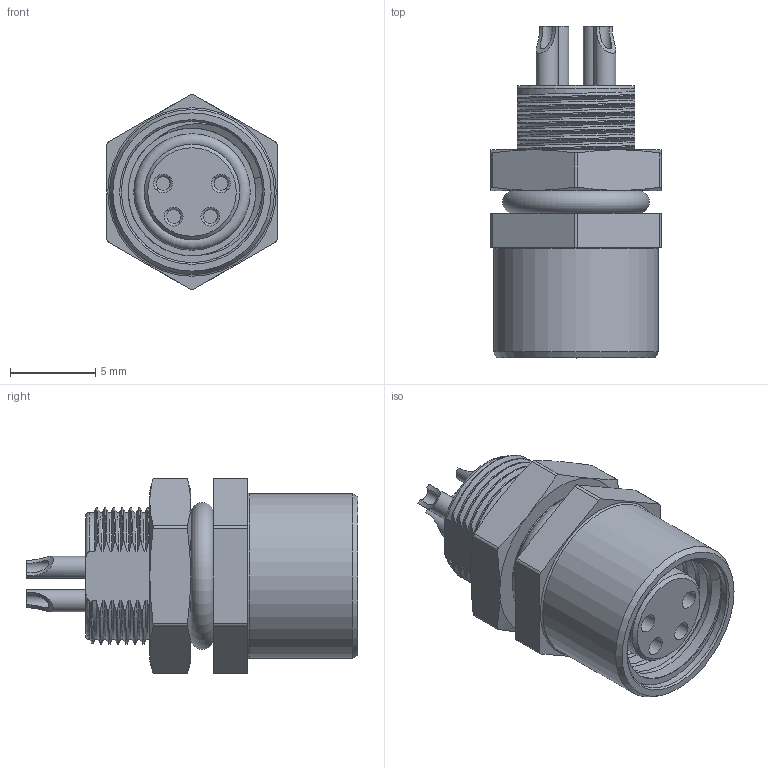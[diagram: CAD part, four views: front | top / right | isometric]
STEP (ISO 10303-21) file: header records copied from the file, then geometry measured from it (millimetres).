
FILE_DESCRIPTION(/* description */ (''),/* implementation_level */ '2;1');
FILE_NAME(/* name */ '3D_1620043022500_M8-F04-BK-M8-C_V1.0.stp',/* time_stamp */ '2024-03-20T14:50:35+08:00',/* author */ (''),/* organization */ (''),/* preprocessor_version */ 'ST-DEVELOPER v18.1',/* originating_system */ 'SIEMENS PLM Software NX 1980',/* authorisation */ '');
FILE_SCHEMA (('AUTOMOTIVE_DESIGN { 1 0 10303 214 3 1 1 1 }'));
Length unit declared in the file: millimetre
Products named in the file (1): 222
Bounding box: 10 x 19.5 x 11.49 mm (x, y, z)
Volume: 909.7 mm3; surface area: 1553.2 mm2
Topology: 2 solids, 3 shells, 278 faces, 757 edges, 508 vertices
Faces by surface type: cylinder 100, cone 95, plane 55, torus 16, bspline 12
Full cylindrical faces by diameter (mm): 0.8 x4, 1.1 x4, 1.3 x4, 1.55 x4, 5.6 x2, 7.5 x1, 8.3 x2, 9.7 x1
Entity records: 12425 total; most frequent: CARTESIAN_POINT 6523, ORIENTED_EDGE 1376, DIRECTION 889, EDGE_CURVE 688, VERTEX_POINT 478, B_SPLINE_CURVE_WITH_KNOTS 455, AXIS2_PLACEMENT_3D 389, EDGE_LOOP 340
